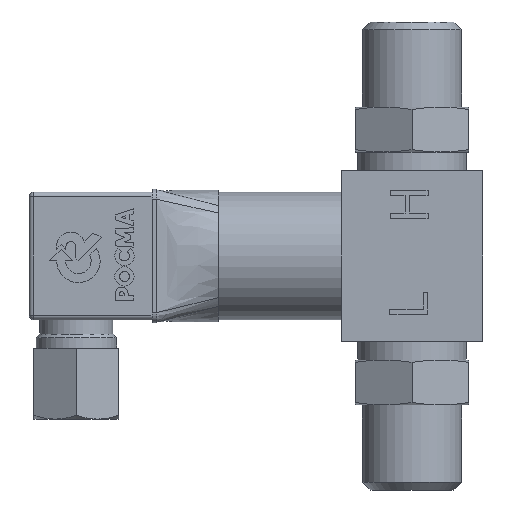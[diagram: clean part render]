
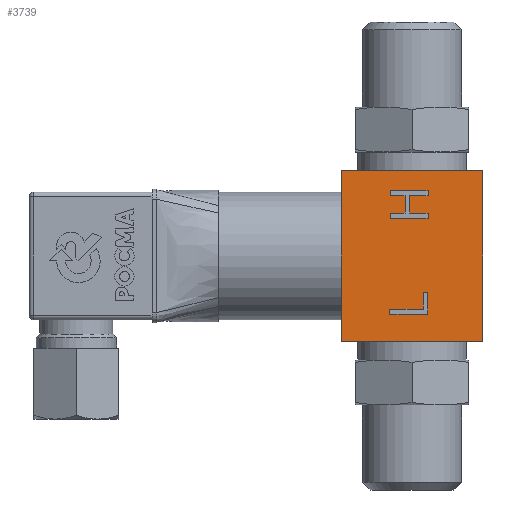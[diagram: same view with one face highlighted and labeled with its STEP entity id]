
A CAD part, left-side view. The second image highlights one B-rep face of the part: STEP entity #3739.
In plain terms, the highlighted planar face has unit normal (-1, 0, 0).
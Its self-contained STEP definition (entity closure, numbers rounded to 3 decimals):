
#150=FACE_BOUND('',#746,.T.);
#151=FACE_BOUND('',#747,.T.);
#284=PLANE('',#4129);
#502=FACE_OUTER_BOUND('',#745,.T.);
#745=EDGE_LOOP('',(#3435,#3436,#3437,#3438));
#746=EDGE_LOOP('',(#3439,#3440,#3441,#3442,#3443,#3444,#3445,#3446,#3447,
#3448,#3449,#3450));
#747=EDGE_LOOP('',(#3451,#3452,#3453,#3454,#3455,#3456));
#768=LINE('',#5277,#1080);
#772=LINE('',#5285,#1084);
#775=LINE('',#5291,#1087);
#778=LINE('',#5297,#1090);
#781=LINE('',#5303,#1093);
#784=LINE('',#5309,#1096);
#787=LINE('',#5315,#1099);
#790=LINE('',#5321,#1102);
#793=LINE('',#5327,#1105);
#796=LINE('',#5333,#1108);
#799=LINE('',#5339,#1111);
#802=LINE('',#5344,#1114);
#804=LINE('',#5350,#1116);
#808=LINE('',#5358,#1120);
#811=LINE('',#5364,#1123);
#814=LINE('',#5370,#1126);
#817=LINE('',#5376,#1129);
#820=LINE('',#5381,#1132);
#1060=LINE('',#6619,#1372);
#1061=LINE('',#6621,#1373);
#1062=LINE('',#6623,#1374);
#1063=LINE('',#6624,#1375);
#1080=VECTOR('',#4237,10.);
#1084=VECTOR('',#4243,10.);
#1087=VECTOR('',#4248,10.);
#1090=VECTOR('',#4253,10.);
#1093=VECTOR('',#4258,10.);
#1096=VECTOR('',#4263,10.);
#1099=VECTOR('',#4268,10.);
#1102=VECTOR('',#4273,10.);
#1105=VECTOR('',#4278,10.);
#1108=VECTOR('',#4283,10.);
#1111=VECTOR('',#4288,10.);
#1114=VECTOR('',#4293,10.);
#1116=VECTOR('',#4299,10.);
#1120=VECTOR('',#4305,10.);
#1123=VECTOR('',#4310,10.);
#1126=VECTOR('',#4315,10.);
#1129=VECTOR('',#4320,10.);
#1132=VECTOR('',#4325,10.);
#1372=VECTOR('',#5167,10.);
#1373=VECTOR('',#5168,10.);
#1374=VECTOR('',#5169,10.);
#1375=VECTOR('',#5170,10.);
#1575=VERTEX_POINT('',#5275);
#1576=VERTEX_POINT('',#5276);
#1579=VERTEX_POINT('',#5284);
#1581=VERTEX_POINT('',#5290);
#1583=VERTEX_POINT('',#5296);
#1585=VERTEX_POINT('',#5302);
#1587=VERTEX_POINT('',#5308);
#1589=VERTEX_POINT('',#5314);
#1591=VERTEX_POINT('',#5320);
#1593=VERTEX_POINT('',#5326);
#1595=VERTEX_POINT('',#5332);
#1597=VERTEX_POINT('',#5338);
#1599=VERTEX_POINT('',#5348);
#1600=VERTEX_POINT('',#5349);
#1603=VERTEX_POINT('',#5357);
#1605=VERTEX_POINT('',#5363);
#1607=VERTEX_POINT('',#5369);
#1609=VERTEX_POINT('',#5375);
#1886=VERTEX_POINT('',#6617);
#1887=VERTEX_POINT('',#6618);
#1888=VERTEX_POINT('',#6620);
#1889=VERTEX_POINT('',#6622);
#1933=EDGE_CURVE('',#1575,#1576,#768,.T.);
#1937=EDGE_CURVE('',#1576,#1579,#772,.T.);
#1940=EDGE_CURVE('',#1579,#1581,#775,.T.);
#1943=EDGE_CURVE('',#1581,#1583,#778,.T.);
#1946=EDGE_CURVE('',#1583,#1585,#781,.T.);
#1949=EDGE_CURVE('',#1585,#1587,#784,.T.);
#1952=EDGE_CURVE('',#1587,#1589,#787,.T.);
#1955=EDGE_CURVE('',#1589,#1591,#790,.T.);
#1958=EDGE_CURVE('',#1591,#1593,#793,.T.);
#1961=EDGE_CURVE('',#1593,#1595,#796,.T.);
#1964=EDGE_CURVE('',#1595,#1597,#799,.T.);
#1967=EDGE_CURVE('',#1597,#1575,#802,.T.);
#1969=EDGE_CURVE('',#1599,#1600,#804,.T.);
#1973=EDGE_CURVE('',#1600,#1603,#808,.T.);
#1976=EDGE_CURVE('',#1603,#1605,#811,.T.);
#1979=EDGE_CURVE('',#1605,#1607,#814,.T.);
#1982=EDGE_CURVE('',#1607,#1609,#817,.T.);
#1985=EDGE_CURVE('',#1609,#1599,#820,.T.);
#2414=EDGE_CURVE('',#1886,#1887,#1060,.T.);
#2415=EDGE_CURVE('',#1887,#1888,#1061,.T.);
#2416=EDGE_CURVE('',#1889,#1888,#1062,.T.);
#2417=EDGE_CURVE('',#1886,#1889,#1063,.T.);
#3435=ORIENTED_EDGE('',*,*,#2414,.T.);
#3436=ORIENTED_EDGE('',*,*,#2415,.T.);
#3437=ORIENTED_EDGE('',*,*,#2416,.F.);
#3438=ORIENTED_EDGE('',*,*,#2417,.F.);
#3439=ORIENTED_EDGE('',*,*,#1933,.T.);
#3440=ORIENTED_EDGE('',*,*,#1937,.T.);
#3441=ORIENTED_EDGE('',*,*,#1940,.T.);
#3442=ORIENTED_EDGE('',*,*,#1943,.T.);
#3443=ORIENTED_EDGE('',*,*,#1946,.T.);
#3444=ORIENTED_EDGE('',*,*,#1949,.T.);
#3445=ORIENTED_EDGE('',*,*,#1952,.T.);
#3446=ORIENTED_EDGE('',*,*,#1955,.T.);
#3447=ORIENTED_EDGE('',*,*,#1958,.T.);
#3448=ORIENTED_EDGE('',*,*,#1961,.T.);
#3449=ORIENTED_EDGE('',*,*,#1964,.T.);
#3450=ORIENTED_EDGE('',*,*,#1967,.T.);
#3451=ORIENTED_EDGE('',*,*,#1969,.T.);
#3452=ORIENTED_EDGE('',*,*,#1973,.T.);
#3453=ORIENTED_EDGE('',*,*,#1976,.T.);
#3454=ORIENTED_EDGE('',*,*,#1979,.T.);
#3455=ORIENTED_EDGE('',*,*,#1982,.T.);
#3456=ORIENTED_EDGE('',*,*,#1985,.T.);
#3739=ADVANCED_FACE('',(#502,#150,#151),#284,.T.);
#4129=AXIS2_PLACEMENT_3D('',#6616,#5165,#5166);
#4237=DIRECTION('',(0.,1.,0.));
#4243=DIRECTION('',(0.,0.,-1.));
#4248=DIRECTION('',(0.,-1.,0.));
#4253=DIRECTION('',(0.,0.,-1.));
#4258=DIRECTION('',(0.,1.,0.));
#4263=DIRECTION('',(0.,0.,1.));
#4268=DIRECTION('',(0.,-1.,0.));
#4273=DIRECTION('',(0.,0.,1.));
#4278=DIRECTION('',(0.,1.,0.));
#4283=DIRECTION('',(0.,0.,1.));
#4288=DIRECTION('',(0.,-1.,0.));
#4293=DIRECTION('',(0.,0.,-1.));
#4299=DIRECTION('',(0.,1.,0.));
#4305=DIRECTION('',(0.,0.,1.));
#4310=DIRECTION('',(0.,-1.,0.));
#4315=DIRECTION('',(0.,0.,1.));
#4320=DIRECTION('',(0.,-1.,0.));
#4325=DIRECTION('',(0.,0.,-1.));
#5165=DIRECTION('center_axis',(-1.,0.,0.));
#5166=DIRECTION('ref_axis',(0.,0.,1.));
#5167=DIRECTION('',(0.,0.,1.));
#5168=DIRECTION('',(0.,1.,0.));
#5169=DIRECTION('',(0.,0.,1.));
#5170=DIRECTION('',(0.,1.,0.));
#5275=CARTESIAN_POINT('',(-15.,11.607,12.774));
#5276=CARTESIAN_POINT('',(-15.,15.523,12.774));
#5277=CARTESIAN_POINT('',(-15.,7.761,12.774));
#5284=CARTESIAN_POINT('',(-15.,15.523,9.092));
#5285=CARTESIAN_POINT('',(-15.,15.523,-4.454));
#5290=CARTESIAN_POINT('',(-15.,11.607,9.092));
#5291=CARTESIAN_POINT('',(-15.,5.803,9.092));
#5296=CARTESIAN_POINT('',(-15.,11.607,8.029));
#5297=CARTESIAN_POINT('',(-15.,11.607,-4.986));
#5302=CARTESIAN_POINT('',(-15.,19.607,8.029));
#5303=CARTESIAN_POINT('',(-15.,9.803,8.029));
#5308=CARTESIAN_POINT('',(-15.,19.607,9.092));
#5309=CARTESIAN_POINT('',(-15.,19.607,-4.454));
#5314=CARTESIAN_POINT('',(-15.,16.469,9.092));
#5315=CARTESIAN_POINT('',(-15.,8.235,9.092));
#5320=CARTESIAN_POINT('',(-15.,16.469,12.774));
#5321=CARTESIAN_POINT('',(-15.,16.469,-2.613));
#5326=CARTESIAN_POINT('',(-15.,19.607,12.774));
#5327=CARTESIAN_POINT('',(-15.,9.803,12.774));
#5332=CARTESIAN_POINT('',(-15.,19.607,13.838));
#5333=CARTESIAN_POINT('',(-15.,19.607,-2.081));
#5338=CARTESIAN_POINT('',(-15.,11.607,13.838));
#5339=CARTESIAN_POINT('',(-15.,5.803,13.838));
#5344=CARTESIAN_POINT('',(-15.,11.607,-2.613));
#5348=CARTESIAN_POINT('',(-15.,11.691,-12.315));
#5349=CARTESIAN_POINT('',(-15.,19.691,-12.315));
#5350=CARTESIAN_POINT('',(-15.,9.845,-12.315));
#5357=CARTESIAN_POINT('',(-15.,19.691,-11.251));
#5358=CARTESIAN_POINT('',(-15.,19.691,-14.626));
#5363=CARTESIAN_POINT('',(-15.,12.637,-11.251));
#5364=CARTESIAN_POINT('',(-15.,6.319,-11.251));
#5369=CARTESIAN_POINT('',(-15.,12.637,-7.679));
#5370=CARTESIAN_POINT('',(-15.,12.637,-12.84));
#5375=CARTESIAN_POINT('',(-15.,11.691,-7.679));
#5376=CARTESIAN_POINT('',(-15.,5.845,-7.679));
#5381=CARTESIAN_POINT('',(-15.,11.691,-15.157));
#6616=CARTESIAN_POINT('Origin',(-15.,0.,-18.));
#6617=CARTESIAN_POINT('',(-15.,0.,-18.));
#6618=CARTESIAN_POINT('',(-15.,0.,18.));
#6619=CARTESIAN_POINT('',(-15.,0.,-18.));
#6620=CARTESIAN_POINT('',(-15.,30.,18.));
#6621=CARTESIAN_POINT('',(-15.,0.,18.));
#6622=CARTESIAN_POINT('',(-15.,30.,-18.));
#6623=CARTESIAN_POINT('',(-15.,30.,-18.));
#6624=CARTESIAN_POINT('',(-15.,0.,-18.));
